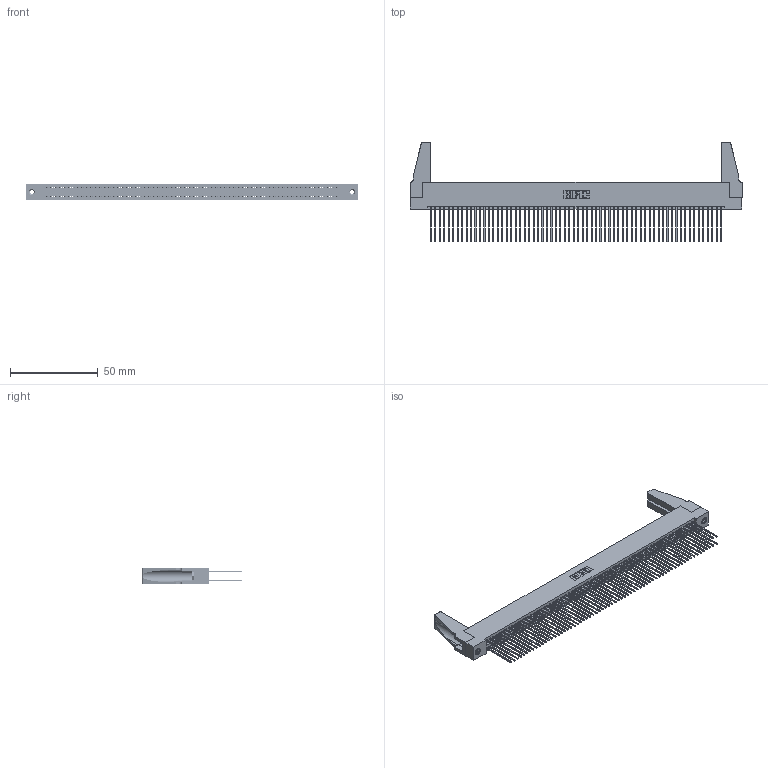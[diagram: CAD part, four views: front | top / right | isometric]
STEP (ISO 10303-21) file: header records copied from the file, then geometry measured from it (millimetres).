
FILE_DESCRIPTION (( 'STEP AP203' ), '1' );
FILE_NAME ('345-132-541-288.STEP', '2019-11-07T21:08:03', ( '' ), ( '' ), 'SwSTEP 2.0', 'SolidWorks 2016', '' );
FILE_SCHEMA (( 'CONFIG_CONTROL_DESIGN' ));
Length unit declared in the file: inch
Products named in the file (5): 345 Part_Flush Mounting Lugs - 0.156 Dia-TH; 345-292-001_345-293-141; 345-220-078_345-220-088; 345-132-541-288; 345-250-001_345-250-001-102
Assembly tree (137 placements, depth 2):
  345-132-541-288
    345 Part_Flush Mounting Lugs - 0.156 Dia-TH
    345-292-001_345-293-141  x132
    345-250-001_345-250-001-102  x2
    345-220-078_345-220-088  x2
Bounding box: 188.87 x 56.82 x 9.4 mm (x, y, z)
Volume: 22580 mm3; surface area: 35716.2 mm2
Topology: 137 solids, 137 shells, 6850 faces, 20323 edges, 13362 vertices
Faces by surface type: plane 4508, cylinder 2326, cone 12, torus 4
Entity records: 50720 total; most frequent: CARTESIAN_POINT 8474, ORIENTED_EDGE 8368, DIRECTION 7448, EDGE_CURVE 4184, VECTOR 3746, LINE 3746, VERTEX_POINT 2782, AXIS2_PLACEMENT_3D 1851
